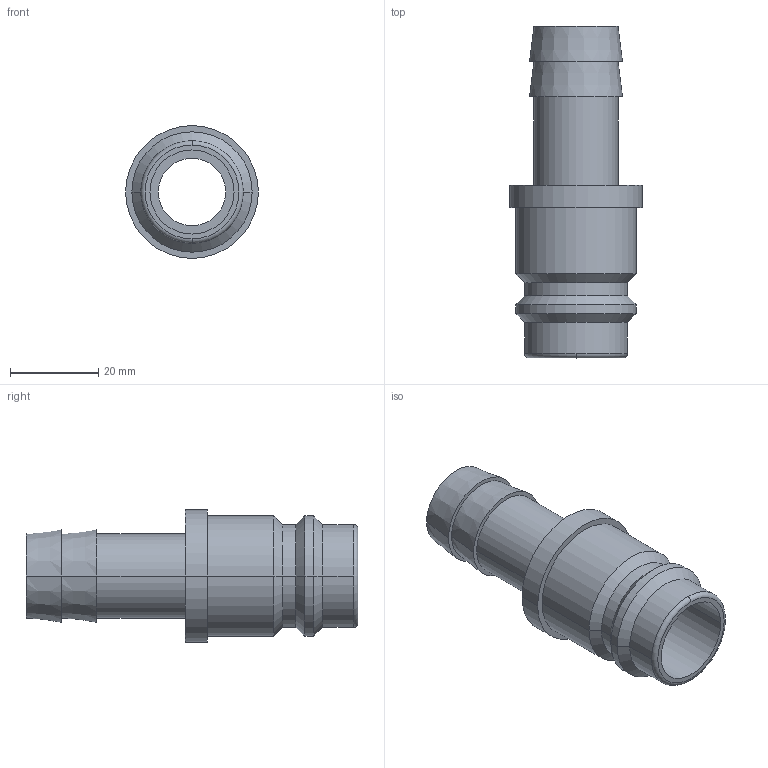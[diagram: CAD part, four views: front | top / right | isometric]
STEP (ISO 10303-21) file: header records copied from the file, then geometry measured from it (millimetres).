
FILE_DESCRIPTION(('STEP AP214'),'1');
FILE_NAME('ESGE_19_S.stp','2020-08-17T11:38:39',('TraceParts'),('TraceParts S.A.'),'Spatial InterOp 3D',' ',' ');
FILE_SCHEMA(('AUTOMOTIVE_DESIGN { 1 0 10303 214 1 1 1 1 }'));
Length unit declared in the file: millimetre
Products named in the file (1): ESGE_19_S
Bounding box: 30 x 75 x 30 mm (x, y, z)
Volume: 14760.6 mm3; surface area: 10562.6 mm2
Topology: 1 solids, 1 shells, 35 faces, 73 edges, 45 vertices
Faces by surface type: cylinder 16, cone 10, plane 7, torus 2
Entity records: 1246 total; most frequent: DIRECTION 192, CARTESIAN_POINT 154, ORIENTED_EDGE 146, AXIS2_PLACEMENT_3D 83, EDGE_CURVE 73, CIRCLE 47, VERTEX_POINT 45, EDGE_LOOP 42
